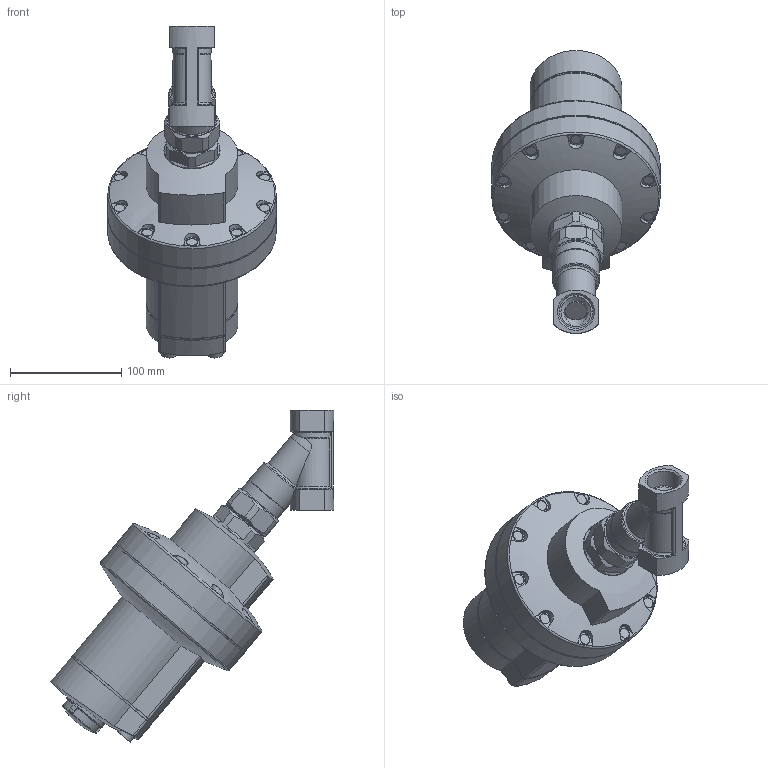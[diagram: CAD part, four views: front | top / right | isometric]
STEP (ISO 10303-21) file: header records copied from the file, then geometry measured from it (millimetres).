
FILE_DESCRIPTION(/* description */ ('STEP AP214'),/* implementation_level */ '2;1');
FILE_NAME(/* name */ '8060532_VZXA-B-TS6-25-M2-V13T-30-M-90-26-V4',/* time_stamp */ '2024-09-18T11:32:42+02:00',/* author */ ('License CC BY-ND 4.0'),/* organization */ ('CADENAS'),/* preprocessor_version */ 'ST-DEVELOPER v19.3',/* originating_system */ 'PARTsolutions',/* authorisation */ ' ');
FILE_SCHEMA (('AUTOMOTIVE_DESIGN {1 0 10303 214 3 1 1}'));
Length unit declared in the file: millimetre
Products named in the file (5): 8060532 VZXA-B-TS6-25-M2-V13T-30-M-90-26-V4---(0); 3539411 VZZA---T-S6-25-M2-V13-T; 3539414 DFPM_h---(0); 3539412 DFPK-75---(-_V4cap); 2284889 DFPK---(cover)
Assembly tree (4 placements, depth 2):
  8060532 VZXA-B-TS6-25-M2-V13T-30-M-90-26-V4---(0)
    3539411 VZZA---T-S6-25-M2-V13-T
    3539414 DFPM_h---(0)
    3539412 DFPK-75---(-_V4cap)
    2284889 DFPK---(cover)
Bounding box: 151.3 x 254.43 x 298.14 mm (x, y, z)
Volume: 2000022.9 mm3; surface area: 184588.2 mm2
Topology: 4 solids, 4 shells, 508 faces, 1199 edges, 771 vertices
Faces by surface type: plane 201, cylinder 148, cone 91, torus 59, sphere 9
Full cylindrical faces by diameter (mm): 3 x2, 4 x2, 5.8 x2, 6 x2, 7 x2, 7.2 x2, 8.2 x1, 8.566 x2, 9.5 x10, 9.8 x1, 10 x4, 10.15 x2, 15 x2, 16 x3, 16.2 x1, 18.2 x1, 20 x1, 22 x1, 24 x1, 27 x1, 28 x1, 28.5 x1, 30.291 x2, 32 x1, 33.1 x1, 33.376 x1, 33.835 x1, 36 x1, 37 x2, 37.8 x1
Entity records: 15699 total; most frequent: CARTESIAN_POINT 3263, DIRECTION 2282, ORIENTED_EDGE 1960, AXIS2_PLACEMENT_3D 1001, EDGE_CURVE 980, FACE_BOUND 762, EDGE_LOOP 760, VERTEX_POINT 728
